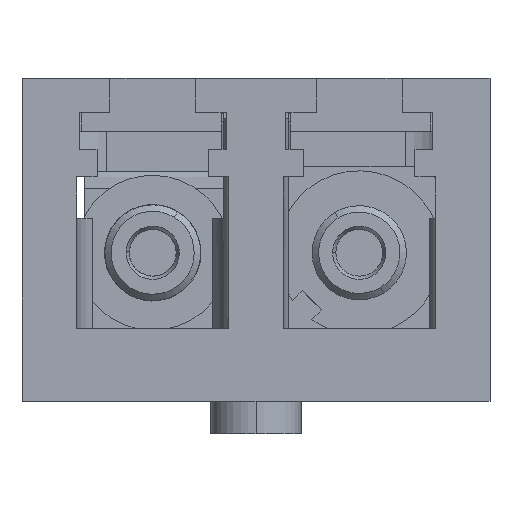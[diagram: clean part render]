
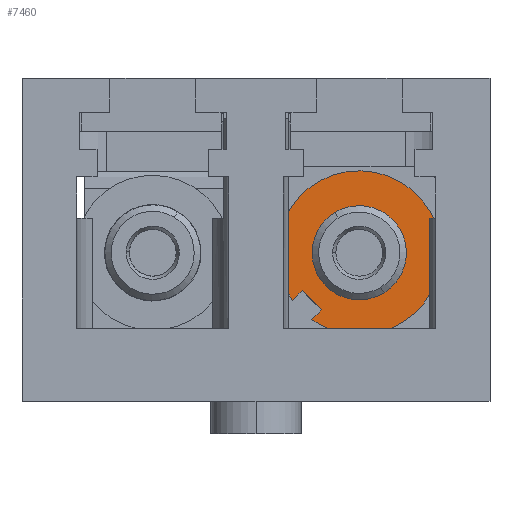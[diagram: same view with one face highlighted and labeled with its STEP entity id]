
A CAD part, left-side view. The second image highlights one B-rep face of the part: STEP entity #7460.
In plain terms, the highlighted planar face has unit normal (-1, 0, 0).
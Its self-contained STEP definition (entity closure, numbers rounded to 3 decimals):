
#6962=CARTESIAN_POINT('',(-35.44,-3.9,5.91));
#6963=VERTEX_POINT('',#6962);
#6970=CARTESIAN_POINT('',(-35.44,-2.5,3.348));
#6971=VERTEX_POINT('',#6970);
#6972=CARTESIAN_POINT('',(-35.44,-3.2,4.629));
#6973=DIRECTION('',(1.0,0.0,0.0));
#6974=DIRECTION('',(0.0,-1.0,0.0));
#6975=AXIS2_PLACEMENT_3D('',#6972,#6973,#6974);
#6976=CIRCLE('',#6975,1.46);
#6977=EDGE_CURVE('',#6971,#6963,#6976,.T.);
#7383=CARTESIAN_POINT('',(-35.44,-1.132,3.154));
#7384=VERTEX_POINT('',#7383);
#7385=CARTESIAN_POINT('',(-35.44,-1.725,2.561));
#7386=VERTEX_POINT('',#7385);
#7387=CARTESIAN_POINT('',(-35.44,-3.2,4.629));
#7388=DIRECTION('',(1.0,0.0,0.0));
#7389=DIRECTION('',(0.0,-1.0,0.0));
#7390=AXIS2_PLACEMENT_3D('',#7387,#7388,#7389);
#7391=CIRCLE('',#7390,2.54);
#7392=EDGE_CURVE('',#7384,#7386,#7391,.T.);
#7420=CARTESIAN_POINT('',(-35.44,-0.407,7.419));
#7421=DIRECTION('',(1.0,0.0,0.0));
#7422=DIRECTION('',(0.0,0.0,1.0));
#7423=AXIS2_PLACEMENT_3D('',#7420,#7421,#7422);
#7424=PLANE('',#7423);
#7425=CARTESIAN_POINT('',(-35.44,-1.431,3.452));
#7426=VERTEX_POINT('',#7425);
#7427=CARTESIAN_POINT('',(-35.44,-1.132,3.154));
#7428=DIRECTION('',(0.0,-0.707,0.707));
#7429=VECTOR('',#7428,0.422);
#7430=LINE('',#7427,#7429);
#7431=EDGE_CURVE('',#7426,#7384,#7430,.F.);
#7432=ORIENTED_EDGE('',*,*,#7431,.F.);
#7433=CARTESIAN_POINT('',(-35.44,-2.023,2.86));
#7434=VERTEX_POINT('',#7433);
#7435=CARTESIAN_POINT('',(-35.44,-1.431,3.452));
#7436=DIRECTION('',(0.0,-0.707,-0.707));
#7437=VECTOR('',#7436,0.838);
#7438=LINE('',#7435,#7437);
#7439=EDGE_CURVE('',#7434,#7426,#7438,.F.);
#7440=ORIENTED_EDGE('',*,*,#7439,.F.);
#7441=CARTESIAN_POINT('',(-35.44,-2.023,2.86));
#7442=DIRECTION('',(0.0,0.707,-0.707));
#7443=VECTOR('',#7442,0.422);
#7444=LINE('',#7441,#7443);
#7445=EDGE_CURVE('',#7386,#7434,#7444,.F.);
#7446=ORIENTED_EDGE('',*,*,#7445,.F.);
#7447=ORIENTED_EDGE('',*,*,#7392,.F.);
#7448=EDGE_LOOP('',(#7432,#7440,#7446,#7447));
#7449=FACE_OUTER_BOUND('',#7448,.T.);
#7450=CARTESIAN_POINT('',(-35.44,-3.2,4.629));
#7451=DIRECTION('',(1.0,0.0,0.0));
#7452=DIRECTION('',(0.0,-1.0,0.0));
#7453=AXIS2_PLACEMENT_3D('',#7450,#7451,#7452);
#7454=CIRCLE('',#7453,1.46);
#7455=EDGE_CURVE('',#6963,#6971,#7454,.T.);
#7456=ORIENTED_EDGE('',*,*,#7455,.T.);
#7457=ORIENTED_EDGE('',*,*,#6977,.T.);
#7458=EDGE_LOOP('',(#7456,#7457));
#7459=FACE_BOUND('',#7458,.T.);
#7460=ADVANCED_FACE('',(#7449,#7459),#7424,.F.);
